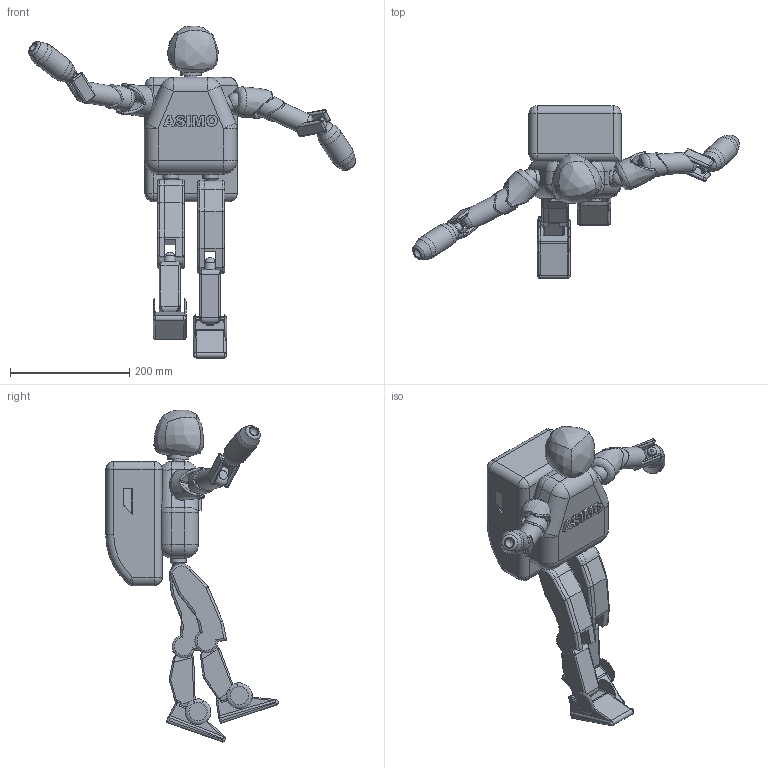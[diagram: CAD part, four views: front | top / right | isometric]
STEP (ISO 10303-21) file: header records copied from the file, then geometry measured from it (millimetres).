
FILE_DESCRIPTION(/* description */ (''),/* implementation_level */ '2;1');
FILE_NAME(/* name */ 'Asimo assemble v7.step',/* time_stamp */ '2020-02-24T08:50:50+05:00',/* author */ (''),/* organization */ (''),/* preprocessor_version */ 'ST-DEVELOPER v18',/* originating_system */ 'Autodesk Translation Framework v8.12.0.6',/* authorisation */ '');
FILE_SCHEMA (('AUTOMOTIVE_DESIGN { 1 0 10303 214 3 1 1 }'));
Length unit declared in the file: millimetre
Products named in the file (9): Asimo assemble; Asimo; hand; Thigh; leg; Hand 2; Shoulder; show; BODY
Assembly tree (14 placements, depth 2):
  Asimo assemble
    Asimo
    hand  x2
    Thigh  x2
    leg  x2
    Hand 2  x2
    Shoulder  x2
    show  x2
    BODY
Bounding box: 547.9 x 289.09 x 556.44 mm (x, y, z)
Volume: 6093434.2 mm3; surface area: 412315.9 mm2
Topology: 14 solids, 14 shells, 672 faces, 1686 edges, 1019 vertices
Faces by surface type: plane 231, cylinder 228, bspline 139, sphere 40, torus 26, cone 8
Full cylindrical faces by diameter (mm): 3 x4, 5 x2, 7.5 x2, 10 x6, 15 x2, 20 x2, 20.25 x1, 27 x4, 35 x3, 39.6 x2, 40 x2
Entity records: 17251 total; most frequent: CARTESIAN_POINT 7209, ORIENTED_EDGE 2118, DIRECTION 1900, EDGE_CURVE 1059, AXIS2_PLACEMENT_3D 706, VERTEX_POINT 660, LINE 488, VECTOR 488
